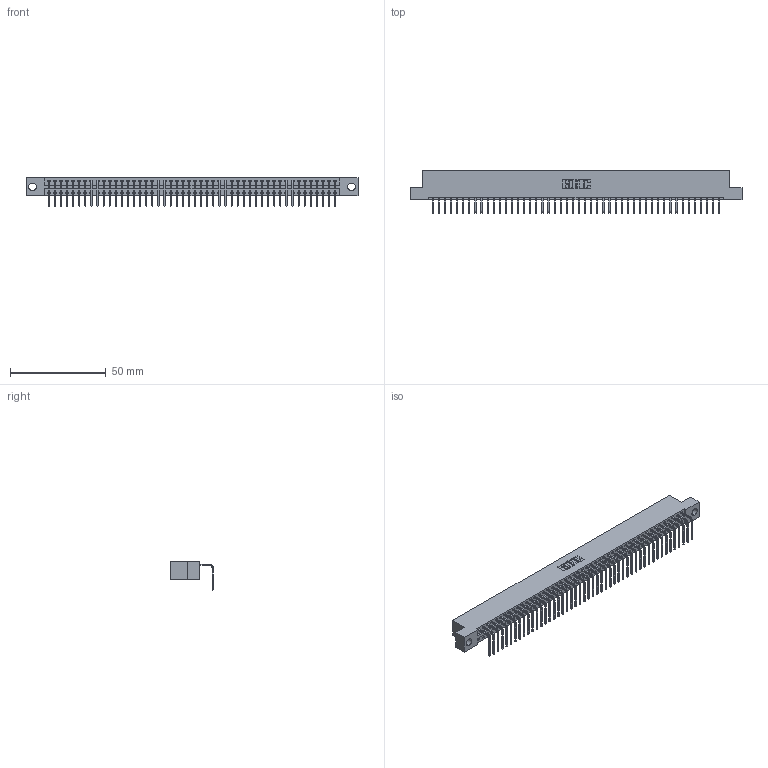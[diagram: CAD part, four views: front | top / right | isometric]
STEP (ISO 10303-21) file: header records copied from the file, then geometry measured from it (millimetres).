
FILE_DESCRIPTION (( 'STEP AP203' ), '1' );
FILE_NAME ('396-048-558-104.STEP', '2019-11-01T08:27:56', ( '' ), ( '' ), 'SwSTEP 2.0', 'SolidWorks 2016', '' );
FILE_SCHEMA (( 'CONFIG_CONTROL_DESIGN' ));
Length unit declared in the file: inch
Products named in the file (3): 346 Part_Flush Mounting Lugs - 0.156 Dia-TH; 345-292-001_558 Tail - 2; 396-048-558-104
Assembly tree (49 placements, depth 2):
  396-048-558-104
    346 Part_Flush Mounting Lugs - 0.156 Dia-TH
    345-292-001_558 Tail - 2  x48
Bounding box: 172.97 x 22.16 x 14.73 mm (x, y, z)
Volume: 16670.8 mm3; surface area: 21660.2 mm2
Topology: 49 solids, 49 shells, 3002 faces, 9065 edges, 5978 vertices
Faces by surface type: plane 2092, cylinder 910
Entity records: 29069 total; most frequent: CARTESIAN_POINT 4988, ORIENTED_EDGE 4970, DIRECTION 4393, EDGE_CURVE 2485, LINE 2161, VECTOR 2161, VERTEX_POINT 1654, AXIS2_PLACEMENT_3D 1116
